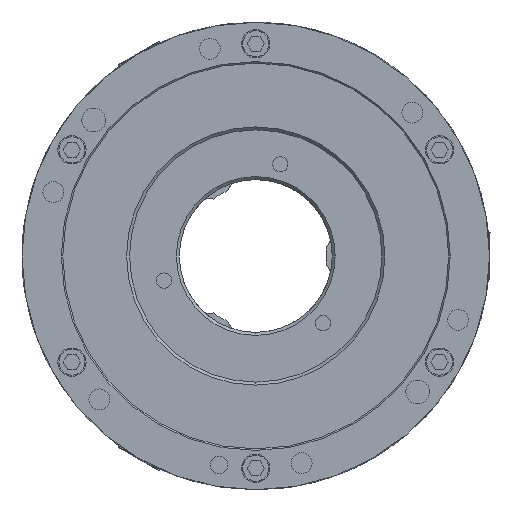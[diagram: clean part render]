
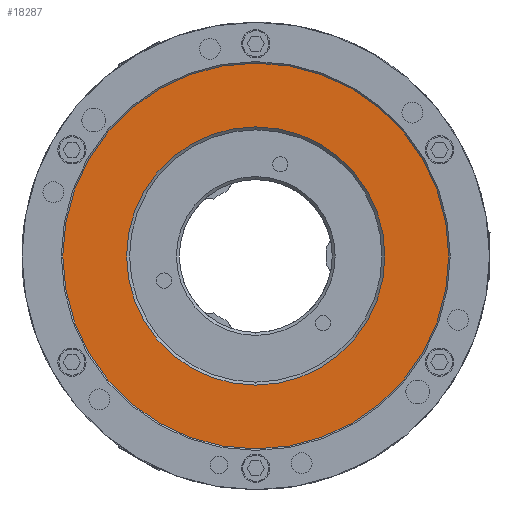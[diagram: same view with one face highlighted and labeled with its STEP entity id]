
A CAD part, front view. The second image highlights one B-rep face of the part: STEP entity #18287.
In plain terms, the highlighted planar face has unit normal (0, -1, 0).
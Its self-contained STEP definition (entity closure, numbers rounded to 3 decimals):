
#423 = ORIENTED_EDGE ( 'NONE', *, *, #14445, .F. ) ;
#674 = CARTESIAN_POINT ( 'NONE',  ( -130., 7., 0. ) ) ;
#1151 = CIRCLE ( 'NONE', #19504, 87. ) ;
#3184 = AXIS2_PLACEMENT_3D ( 'NONE', #8142, #19845, #17791 ) ;
#3349 = AXIS2_PLACEMENT_3D ( 'NONE', #21170, #4380, #20963 ) ;
#4179 = CIRCLE ( 'NONE', #17668, 130. ) ;
#4380 = DIRECTION ( 'NONE',  ( 0., 1., 0. ) ) ;
#4483 = DIRECTION ( 'NONE',  ( 0., 0., -1. ) ) ;
#6382 = EDGE_LOOP ( 'NONE', ( #17978, #12053 ) ) ;
#8086 = CARTESIAN_POINT ( 'NONE',  ( 0., 7., 87. ) ) ;
#8142 = CARTESIAN_POINT ( 'NONE',  ( -131.56, 7., -131.56 ) ) ;
#8674 = CARTESIAN_POINT ( 'NONE',  ( 0., 7., -87. ) ) ;
#8728 = EDGE_CURVE ( 'NONE', #15656, #15314, #14416, .T. ) ;
#10643 = VERTEX_POINT ( 'NONE', #8674 ) ;
#10672 = CARTESIAN_POINT ( 'NONE',  ( 0., 7., 0. ) ) ;
#11184 = FACE_OUTER_BOUND ( 'NONE', #6382, .T. ) ;
#11459 = CIRCLE ( 'NONE', #13869, 87. ) ;
#12053 = ORIENTED_EDGE ( 'NONE', *, *, #14197, .F. ) ;
#12965 = ORIENTED_EDGE ( 'NONE', *, *, #19465, .F. ) ;
#13182 = DIRECTION ( 'NONE',  ( 0., -1., 0. ) ) ;
#13228 = FACE_BOUND ( 'NONE', #14455, .T. ) ;
#13395 = DIRECTION ( 'NONE',  ( 0., 0., -1. ) ) ;
#13869 = AXIS2_PLACEMENT_3D ( 'NONE', #10672, #19335, #4483 ) ;
#14197 = EDGE_CURVE ( 'NONE', #15314, #15656, #4179, .T. ) ;
#14416 = CIRCLE ( 'NONE', #3349, 130. ) ;
#14445 = EDGE_CURVE ( 'NONE', #10643, #16391, #11459, .T. ) ;
#14455 = EDGE_LOOP ( 'NONE', ( #423, #12965 ) ) ;
#15314 = VERTEX_POINT ( 'NONE', #674 ) ;
#15656 = VERTEX_POINT ( 'NONE', #19943 ) ;
#16391 = VERTEX_POINT ( 'NONE', #8086 ) ;
#17668 = AXIS2_PLACEMENT_3D ( 'NONE', #19995, #21404, #19678 ) ;
#17791 = DIRECTION ( 'NONE',  ( 0., 0., 1. ) ) ;
#17978 = ORIENTED_EDGE ( 'NONE', *, *, #8728, .F. ) ;
#18287 = ADVANCED_FACE ( 'NONE', ( #13228, #11184 ), #19531, .F. ) ;
#18607 = CARTESIAN_POINT ( 'NONE',  ( 0., 7., 0. ) ) ;
#19335 = DIRECTION ( 'NONE',  ( 0., -1., 0. ) ) ;
#19465 = EDGE_CURVE ( 'NONE', #16391, #10643, #1151, .T. ) ;
#19504 = AXIS2_PLACEMENT_3D ( 'NONE', #18607, #13182, #13395 ) ;
#19531 = PLANE ( 'NONE',  #3184 ) ;
#19678 = DIRECTION ( 'NONE',  ( 1., 0., 0. ) ) ;
#19845 = DIRECTION ( 'NONE',  ( 0., 1., 0. ) ) ;
#19943 = CARTESIAN_POINT ( 'NONE',  ( 130., 7., 0. ) ) ;
#19995 = CARTESIAN_POINT ( 'NONE',  ( 0., 7., 0. ) ) ;
#20963 = DIRECTION ( 'NONE',  ( 1., 0., 0. ) ) ;
#21170 = CARTESIAN_POINT ( 'NONE',  ( 0., 7., 0. ) ) ;
#21404 = DIRECTION ( 'NONE',  ( 0., 1., 0. ) ) ;
